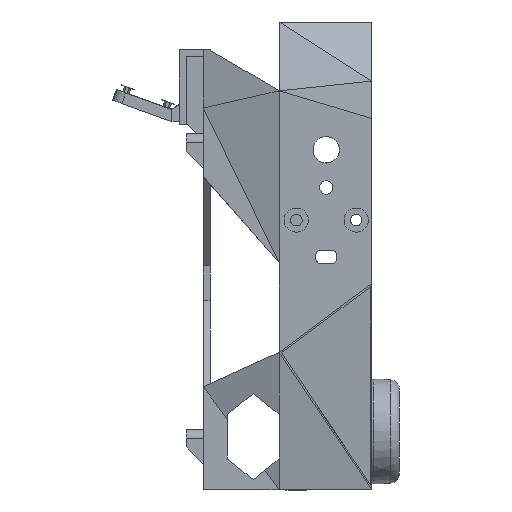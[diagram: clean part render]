
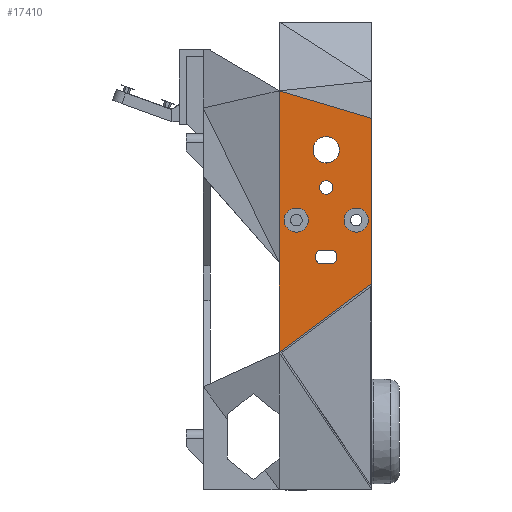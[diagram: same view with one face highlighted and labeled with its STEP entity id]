
A CAD part, left-side view. The second image highlights one B-rep face of the part: STEP entity #17410.
In plain terms, the highlighted planar face has unit normal (-1, 0, 0).
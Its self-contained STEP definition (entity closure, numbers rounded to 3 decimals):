
#262=FACE_BOUND('',#1920,.T.);
#263=FACE_BOUND('',#1921,.T.);
#264=FACE_BOUND('',#1922,.T.);
#265=FACE_BOUND('',#1923,.T.);
#266=FACE_BOUND('',#1924,.T.);
#383=CIRCLE('',#18409,1.5);
#384=CIRCLE('',#18410,1.5);
#385=CIRCLE('',#18411,1.5);
#386=CIRCLE('',#18412,1.5);
#387=CIRCLE('',#18413,3.825);
#388=CIRCLE('',#18414,1.965);
#389=CIRCLE('',#18415,1.965);
#390=CIRCLE('',#18416,3.5);
#391=CIRCLE('',#18417,3.5);
#926=FACE_OUTER_BOUND('',#1919,.T.);
#1919=EDGE_LOOP('',(#11948,#11949,#11950,#11951,#11952));
#1920=EDGE_LOOP('',(#11953,#11954,#11955,#11956,#11957,#11958,#11959,#11960));
#1921=EDGE_LOOP('',(#11961));
#1922=EDGE_LOOP('',(#11962,#11963));
#1923=EDGE_LOOP('',(#11964));
#1924=EDGE_LOOP('',(#11965));
#3159=LINE('',#24287,#5082);
#3195=LINE('',#24375,#5118);
#3196=LINE('',#24377,#5119);
#3197=LINE('',#24378,#5120);
#3198=LINE('',#24379,#5121);
#3199=LINE('',#24382,#5122);
#3200=LINE('',#24386,#5123);
#3201=LINE('',#24390,#5124);
#3202=LINE('',#24394,#5125);
#5082=VECTOR('',#19894,10.);
#5118=VECTOR('',#19970,10.);
#5119=VECTOR('',#19973,10.);
#5120=VECTOR('',#19974,10.);
#5121=VECTOR('',#19975,10.);
#5122=VECTOR('',#19976,10.);
#5123=VECTOR('',#19979,10.);
#5124=VECTOR('',#19982,10.);
#5125=VECTOR('',#19985,10.);
#7281=VERTEX_POINT('',#24255);
#7290=VERTEX_POINT('',#24281);
#7291=VERTEX_POINT('',#24285);
#7292=VERTEX_POINT('',#24286);
#7324=VERTEX_POINT('',#24373);
#7325=VERTEX_POINT('',#24380);
#7326=VERTEX_POINT('',#24381);
#7327=VERTEX_POINT('',#24383);
#7328=VERTEX_POINT('',#24385);
#7329=VERTEX_POINT('',#24387);
#7330=VERTEX_POINT('',#24389);
#7331=VERTEX_POINT('',#24391);
#7332=VERTEX_POINT('',#24393);
#7333=VERTEX_POINT('',#24396);
#7334=VERTEX_POINT('',#24398);
#7335=VERTEX_POINT('',#24399);
#7336=VERTEX_POINT('',#24402);
#7337=VERTEX_POINT('',#24404);
#9076=EDGE_CURVE('',#7291,#7292,#3159,.T.);
#9121=EDGE_CURVE('',#7290,#7324,#3195,.T.);
#9122=EDGE_CURVE('',#7281,#7292,#3196,.T.);
#9123=EDGE_CURVE('',#7290,#7281,#3197,.T.);
#9124=EDGE_CURVE('',#7324,#7291,#3198,.T.);
#9125=EDGE_CURVE('',#7325,#7326,#3199,.T.);
#9126=EDGE_CURVE('',#7327,#7326,#383,.T.);
#9127=EDGE_CURVE('',#7327,#7328,#3200,.T.);
#9128=EDGE_CURVE('',#7329,#7328,#384,.T.);
#9129=EDGE_CURVE('',#7329,#7330,#3201,.T.);
#9130=EDGE_CURVE('',#7331,#7330,#385,.T.);
#9131=EDGE_CURVE('',#7331,#7332,#3202,.T.);
#9132=EDGE_CURVE('',#7325,#7332,#386,.T.);
#9133=EDGE_CURVE('',#7333,#7333,#387,.T.);
#9134=EDGE_CURVE('',#7334,#7335,#388,.T.);
#9135=EDGE_CURVE('',#7335,#7334,#389,.T.);
#9136=EDGE_CURVE('',#7336,#7336,#390,.T.);
#9137=EDGE_CURVE('',#7337,#7337,#391,.T.);
#11948=ORIENTED_EDGE('',*,*,#9076,.T.);
#11949=ORIENTED_EDGE('',*,*,#9122,.F.);
#11950=ORIENTED_EDGE('',*,*,#9123,.F.);
#11951=ORIENTED_EDGE('',*,*,#9121,.T.);
#11952=ORIENTED_EDGE('',*,*,#9124,.T.);
#11953=ORIENTED_EDGE('',*,*,#9125,.T.);
#11954=ORIENTED_EDGE('',*,*,#9126,.F.);
#11955=ORIENTED_EDGE('',*,*,#9127,.T.);
#11956=ORIENTED_EDGE('',*,*,#9128,.F.);
#11957=ORIENTED_EDGE('',*,*,#9129,.T.);
#11958=ORIENTED_EDGE('',*,*,#9130,.F.);
#11959=ORIENTED_EDGE('',*,*,#9131,.T.);
#11960=ORIENTED_EDGE('',*,*,#9132,.F.);
#11961=ORIENTED_EDGE('',*,*,#9133,.T.);
#11962=ORIENTED_EDGE('',*,*,#9134,.F.);
#11963=ORIENTED_EDGE('',*,*,#9135,.F.);
#11964=ORIENTED_EDGE('',*,*,#9136,.T.);
#11965=ORIENTED_EDGE('',*,*,#9137,.T.);
#16761=PLANE('',#18408);
#17410=ADVANCED_FACE('',(#926,#262,#263,#264,#265,#266),#16761,.T.);
#18408=AXIS2_PLACEMENT_3D('',#24376,#19971,#19972);
#18409=AXIS2_PLACEMENT_3D('',#24384,#19977,#19978);
#18410=AXIS2_PLACEMENT_3D('',#24388,#19980,#19981);
#18411=AXIS2_PLACEMENT_3D('',#24392,#19983,#19984);
#18412=AXIS2_PLACEMENT_3D('',#24395,#19986,#19987);
#18413=AXIS2_PLACEMENT_3D('',#24397,#19988,#19989);
#18414=AXIS2_PLACEMENT_3D('',#24400,#19990,#19991);
#18415=AXIS2_PLACEMENT_3D('',#24401,#19992,#19993);
#18416=AXIS2_PLACEMENT_3D('',#24403,#19994,#19995);
#18417=AXIS2_PLACEMENT_3D('',#24405,#19996,#19997);
#19894=DIRECTION('',(0.,0.959,0.284));
#19970=DIRECTION('',(0.,-0.804,0.595));
#19971=DIRECTION('center_axis',(-1.,0.,0.));
#19972=DIRECTION('ref_axis',(0.,0.,-1.));
#19973=DIRECTION('',(0.,0.,1.));
#19974=DIRECTION('',(0.,0.,1.));
#19975=DIRECTION('',(0.,0.,1.));
#19976=DIRECTION('',(0.,-1.,0.));
#19977=DIRECTION('center_axis',(-1.,0.,0.));
#19978=DIRECTION('ref_axis',(0.,-0.707,0.707));
#19979=DIRECTION('',(0.,0.,-1.));
#19980=DIRECTION('center_axis',(-1.,0.,0.));
#19981=DIRECTION('ref_axis',(0.,-0.707,-0.707));
#19982=DIRECTION('',(0.,1.,0.));
#19983=DIRECTION('center_axis',(-1.,0.,0.));
#19984=DIRECTION('ref_axis',(0.,0.707,-0.707));
#19985=DIRECTION('',(0.,0.,1.));
#19986=DIRECTION('center_axis',(-1.,0.,0.));
#19987=DIRECTION('ref_axis',(0.,0.707,0.707));
#19988=DIRECTION('center_axis',(1.,0.,0.));
#19989=DIRECTION('ref_axis',(0.,0.,
-1.));
#19990=DIRECTION('center_axis',(-1.,0.,0.));
#19991=DIRECTION('ref_axis',(0.,0.,1.));
#19992=DIRECTION('center_axis',(-1.,0.,0.));
#19993=DIRECTION('ref_axis',(0.,0.,1.));
#19994=DIRECTION('center_axis',(1.,0.,0.));
#19995=DIRECTION('ref_axis',(0.,0.,
-1.));
#19996=DIRECTION('center_axis',(1.,0.,0.));
#19997=DIRECTION('ref_axis',(0.,0.,-1.));
#24255=CARTESIAN_POINT('',(-45.,1.,-2.));
#24281=CARTESIAN_POINT('',(-45.,1.,-28.));
#24285=CARTESIAN_POINT('',(-45.,-26.,40.));
#24286=CARTESIAN_POINT('',(-45.,1.,48.));
#24287=CARTESIAN_POINT('',(-45.,-5.562,46.056));
#24373=CARTESIAN_POINT('',(-45.,-26.,-8.));
#24375=CARTESIAN_POINT('',(-45.,-19.175,-13.056));
#24376=CARTESIAN_POINT('Origin',(-45.,1.,48.));
#24377=CARTESIAN_POINT('',(-45.,1.,-28.));
#24378=CARTESIAN_POINT('',(-45.,1.,-28.));
#24379=CARTESIAN_POINT('',(-45.,-26.,-28.));
#24380=CARTESIAN_POINT('',(-45.,-11.2,1.74));
#24381=CARTESIAN_POINT('',(-45.,-14.2,1.74));
#24382=CARTESIAN_POINT('',(-45.,-20.85,1.74));
#24383=CARTESIAN_POINT('',(-45.,-15.7,0.24));
#24384=CARTESIAN_POINT('Origin',(-45.,-14.2,0.24));
#24385=CARTESIAN_POINT('',(-45.,-15.7,-0.76));
#24386=CARTESIAN_POINT('',(-45.,-15.7,-15.13));
#24387=CARTESIAN_POINT('',(-45.,-14.2,-2.26));
#24388=CARTESIAN_POINT('Origin',(-45.,-14.2,-0.76));
#24389=CARTESIAN_POINT('',(-45.,-11.2,-2.26));
#24390=CARTESIAN_POINT('',(-45.,-17.85,-2.26));
#24391=CARTESIAN_POINT('',(-45.,-9.7,-0.76));
#24392=CARTESIAN_POINT('Origin',(-45.,-11.2,-0.76));
#24393=CARTESIAN_POINT('',(-45.,-9.7,0.24));
#24394=CARTESIAN_POINT('',(-45.,-9.7,-13.13));
#24395=CARTESIAN_POINT('Origin',(-45.,-11.2,0.24));
#24396=CARTESIAN_POINT('',(-45.,-12.7,34.665));
#24397=CARTESIAN_POINT('Origin',(-45.,-12.7,30.84));
#24398=CARTESIAN_POINT('',(-45.,-12.7,17.95));
#24399=CARTESIAN_POINT('',(-45.,-14.665,19.915));
#24400=CARTESIAN_POINT('Origin',(-45.,-12.7,19.915));
#24401=CARTESIAN_POINT('Origin',(-45.,-12.7,19.915));
#24402=CARTESIAN_POINT('',(-45.,-4.,13.94));
#24403=CARTESIAN_POINT('Origin',(-45.,-4.,10.44));
#24404=CARTESIAN_POINT('',(-45.,-21.4,13.94));
#24405=CARTESIAN_POINT('Origin',(-45.,-21.4,10.44));
